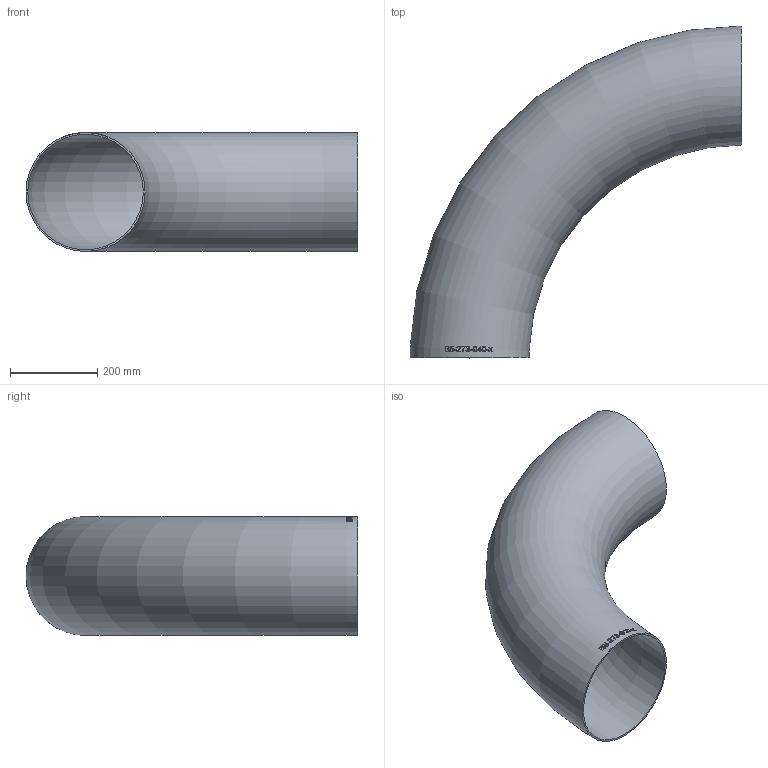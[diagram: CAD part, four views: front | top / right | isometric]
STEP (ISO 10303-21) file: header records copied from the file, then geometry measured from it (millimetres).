
FILE_DESCRIPTION (( 'STEP AP214' ), '1' );
FILE_NAME ('B5-273-040-x Bogen 2004.STEP', '2020-04-04T13:23:48', ( '' ), ( '' ), 'SwSTEP 2.0', 'SolidWorks 2019', '' );
FILE_SCHEMA (( 'AUTOMOTIVE_DESIGN' ));
Length unit declared in the file: millimetre
Products named in the file (1): B5-273-040-x Bogen 2004
Bounding box: 761.5 x 761.5 x 273 mm (x, y, z)
Volume: 3318644.2 mm3; surface area: 1666111.2 mm2
Topology: 1 solids, 1 shells, 155 faces, 412 edges, 275 vertices
Faces by surface type: bspline 134, torus 19, plane 2
Entity records: 28156 total; most frequent: CARTESIAN_POINT 23876, ORIENTED_EDGE 812, EDGE_CURVE 406, B_SPLINE_CURVE_WITH_KNOTS 402, VERTEX_POINT 272, EDGE_LOOP 176, FACE_OUTER_BOUND 157, ADVANCED_FACE 155
